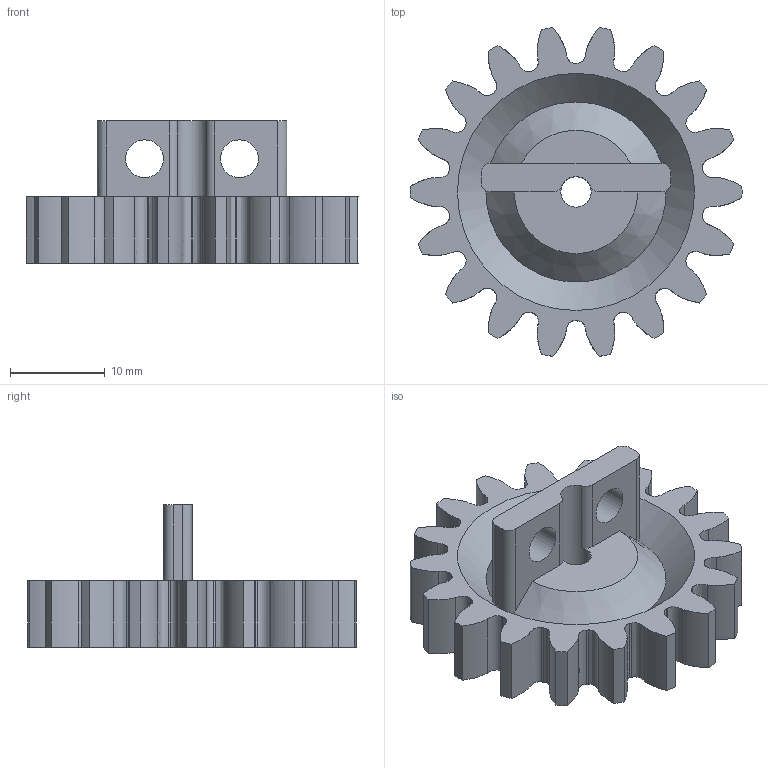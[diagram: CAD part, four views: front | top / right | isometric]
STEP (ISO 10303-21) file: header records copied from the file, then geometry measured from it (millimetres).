
FILE_DESCRIPTION(('STEP AP242'), '1');
FILE_NAME('itemRS550Gear2', '', ('UNSPECIFIED'), ('UNSPECIFIED'), 'C3D Converter', 'C3D Toolkit', '');
FILE_SCHEMA(('AP242_MANAGED_MODEL_BASED_3D_ENGINEERING_MIM_LF { 1 0 10303 442 1 1 4 }'));
Length unit declared in the file: millimetre
Bounding box: 35 x 34.66 x 15 mm (x, y, z)
Volume: 4627.4 mm3; surface area: 3646.8 mm2
Topology: 1 solids, 1 shells, 133 faces, 389 edges, 259 vertices
Faces by surface type: extrusion 72, cylinder 45, plane 11, cone 5
Full cylindrical faces by diameter (mm): 3.2 x1, 4 x2
Entity records: 10627 total; most frequent: CARTESIAN_POINT 7286, ORIENTED_EDGE 766, DIRECTION 520, EDGE_CURVE 383, VERTEX_POINT 259, B_SPLINE_CURVE_WITH_KNOTS 228, VECTOR 202, AXIS2_PLACEMENT_3D 159
